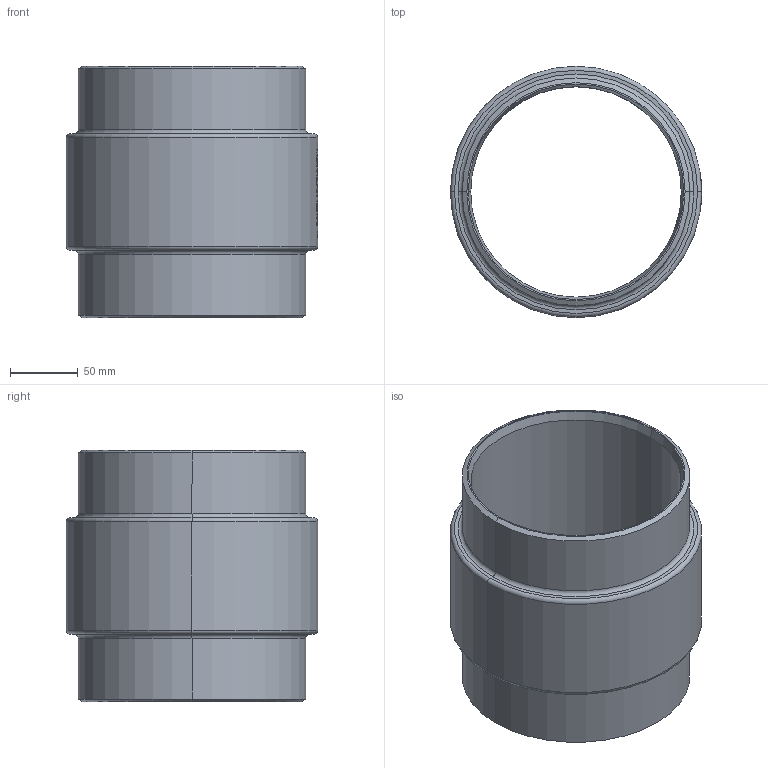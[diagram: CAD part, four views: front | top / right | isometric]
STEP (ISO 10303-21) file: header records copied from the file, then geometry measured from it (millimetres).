
FILE_DESCRIPTION (( 'STEP AP214' ), '1' );
FILE_NAME ('7110000_DN150_ PN40 51420193.STEP', '2022-03-21T10:10:14', ( 'axxx' ), ( 'Hewlett-Packard Company' ), 'SwSTEP 2.0', 'SolidWorks 2019', '' );
FILE_SCHEMA (( 'AUTOMOTIVE_DESIGN' ));
Length unit declared in the file: millimetre
Products named in the file (1): 7110000_DN150_ PN40 51420193
Bounding box: 185.7 x 185.7 x 186 mm (x, y, z)
Volume: 1001577.8 mm3; surface area: 208283.5 mm2
Topology: 1 solids, 1 shells, 515 faces, 1379 edges, 914 vertices
Faces by surface type: plane 251, bspline 210, cylinder 38, torus 8, cone 8
Entity records: 28169 total; most frequent: CARTESIAN_POINT 16789, ORIENTED_EDGE 2758, DIRECTION 1615, EDGE_CURVE 1379, VERTEX_POINT 914, LINE 759, VECTOR 759, EDGE_LOOP 565
